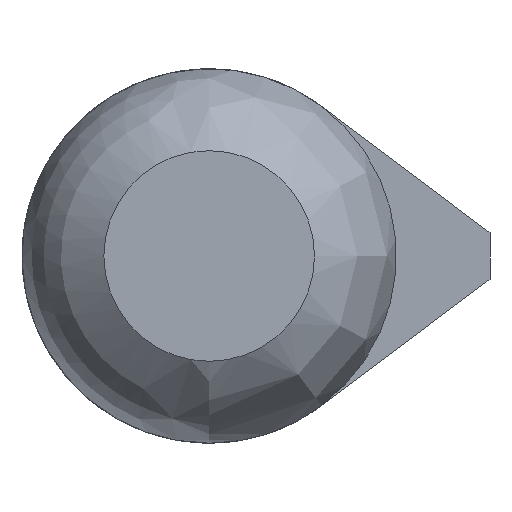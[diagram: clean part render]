
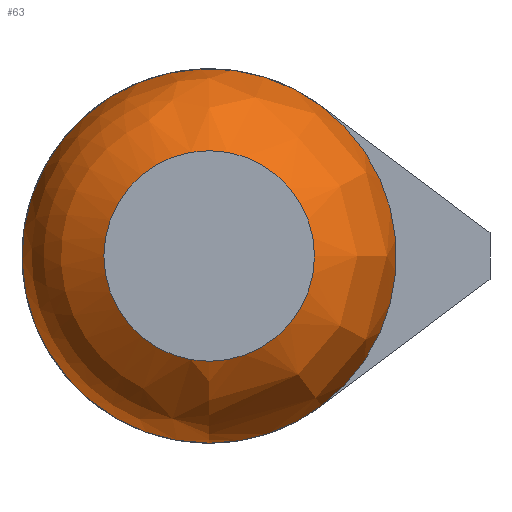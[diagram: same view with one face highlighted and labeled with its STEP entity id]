
A CAD part, front view. The second image highlights one B-rep face of the part: STEP entity #63.
In plain terms, the highlighted free-form (B-spline) face has degree [3, 3] with [4, 7] control points.
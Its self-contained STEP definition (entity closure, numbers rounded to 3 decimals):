
#63 = ADVANCED_FACE( '', ( #136, #137 ), #138, .T. );
#136 = FACE_OUTER_BOUND( '', #216, .T. );
#137 = FACE_OUTER_BOUND( '', #217, .T. );
#138 = ( BOUNDED_SURFACE(  )B_SPLINE_SURFACE( 3, 3, ( ( #220, #221, #222, #223, #224, #225, #226 ), ( #227, #228, #229, #230, #231, #232, #233 ), ( #234, #235, #236, #237, #238, #239, #240 ), ( #241, #242, #243, #244, #245, #246, #247 ) ), .UNSPECIFIED., .F., .T., .F. )B_SPLINE_SURFACE_WITH_KNOTS( ( 4, 4 ), ( 4, 3, 4 ), ( 0., 6.283 ), ( -0.008, 0.567, 1.141 ), .UNSPECIFIED. )GEOMETRIC_REPRESENTATION_ITEM(  )RATIONAL_B_SPLINE_SURFACE( ( ( 1., 0.333, 0.333, 1., 0.333, 0.333, 1. ), ( 0.893, 0.298, 0.298, 0.893, 0.298, 0.298, 0.893 ), ( 0.893, 0.298, 0.298, 0.893, 0.298, 0.298, 0.893 ), ( 1., 0.333, 0.333, 1., 0.333, 0.333, 1. ) ) )REPRESENTATION_ITEM( '' )SURFACE(  ) );
#216 = EDGE_LOOP( '', ( #391, #392 ) );
#217 = EDGE_LOOP( '', ( #393 ) );
#220 = CARTESIAN_POINT( '', ( 0., -49., -4.5 ) );
#221 = CARTESIAN_POINT( '', ( 9., -49., -4.5 ) );
#222 = CARTESIAN_POINT( '', ( 9., -49., 4.5 ) );
#223 = CARTESIAN_POINT( '', ( 0., -49., 4.5 ) );
#224 = CARTESIAN_POINT( '', ( -9., -49., 4.5 ) );
#225 = CARTESIAN_POINT( '', ( -9., -49., -4.5 ) );
#226 = CARTESIAN_POINT( '', ( 0., -49., -4.5 ) );
#227 = CARTESIAN_POINT( '', ( 0., -47.986, -6.712 ) );
#228 = CARTESIAN_POINT( '', ( 13.424, -47.986, -6.712 ) );
#229 = CARTESIAN_POINT( '', ( 13.424, -47.986, 6.712 ) );
#230 = CARTESIAN_POINT( '', ( 0., -47.986, 6.712 ) );
#231 = CARTESIAN_POINT( '', ( -13.424, -47.986, 6.712 ) );
#232 = CARTESIAN_POINT( '', ( -13.424, -47.986, -6.712 ) );
#233 = CARTESIAN_POINT( '', ( 0., -47.986, -6.712 ) );
#234 = CARTESIAN_POINT( '', ( 0., -45.933, -8.018 ) );
#235 = CARTESIAN_POINT( '', ( 16.037, -45.933, -8.018 ) );
#236 = CARTESIAN_POINT( '', ( 16.037, -45.933, 8.018 ) );
#237 = CARTESIAN_POINT( '', ( 0., -45.933, 8.018 ) );
#238 = CARTESIAN_POINT( '', ( -16.037, -45.933, 8.018 ) );
#239 = CARTESIAN_POINT( '', ( -16.037, -45.933, -8.018 ) );
#240 = CARTESIAN_POINT( '', ( 0., -45.933, -8.018 ) );
#241 = CARTESIAN_POINT( '', ( 0., -43.5, -8. ) );
#242 = CARTESIAN_POINT( '', ( 16., -43.5, -8. ) );
#243 = CARTESIAN_POINT( '', ( 16., -43.5, 8. ) );
#244 = CARTESIAN_POINT( '', ( 0., -43.5, 8. ) );
#245 = CARTESIAN_POINT( '', ( -16., -43.5, 8. ) );
#246 = CARTESIAN_POINT( '', ( -16., -43.5, -8. ) );
#247 = CARTESIAN_POINT( '', ( 0., -43.5, -8. ) );
#391 = ORIENTED_EDGE( '', *, *, #497, .F. );
#392 = ORIENTED_EDGE( '', *, *, #503, .F. );
#393 = ORIENTED_EDGE( '', *, *, #504, .F. );
#497 = EDGE_CURVE( '', #565, #568, #569, .T. );
#503 = EDGE_CURVE( '', #568, #565, #577, .T. );
#504 = EDGE_CURVE( '', #578, #578, #579, .T. );
#565 = VERTEX_POINT( '', #654 );
#568 = VERTEX_POINT( '', #658 );
#569 = CIRCLE( '', #659, 8. );
#577 = CIRCLE( '', #669, 8. );
#578 = VERTEX_POINT( '', #670 );
#579 = CIRCLE( '', #671, 4.5 );
#654 = CARTESIAN_POINT( '', ( 4.8, -43.5, 6.4 ) );
#658 = CARTESIAN_POINT( '', ( 4.8, -43.5, -6.4 ) );
#659 = AXIS2_PLACEMENT_3D( '', #731, #732, #733 );
#669 = AXIS2_PLACEMENT_3D( '', #739, #740, #741 );
#670 = CARTESIAN_POINT( '', ( 0., -49., -4.5 ) );
#671 = AXIS2_PLACEMENT_3D( '', #742, #743, #744 );
#731 = CARTESIAN_POINT( '', ( 0., -43.5, 0. ) );
#732 = DIRECTION( '', ( 0., 1., 0. ) );
#733 = DIRECTION( '', ( 0., 0., 1. ) );
#739 = CARTESIAN_POINT( '', ( 0., -43.5, 0. ) );
#740 = DIRECTION( '', ( 0., 1., 0. ) );
#741 = DIRECTION( '', ( 1., 0., 0. ) );
#742 = CARTESIAN_POINT( '', ( 0., -49., 0. ) );
#743 = DIRECTION( '', ( 0., -1., 0. ) );
#744 = DIRECTION( '', ( 0., 0., -1. ) );
